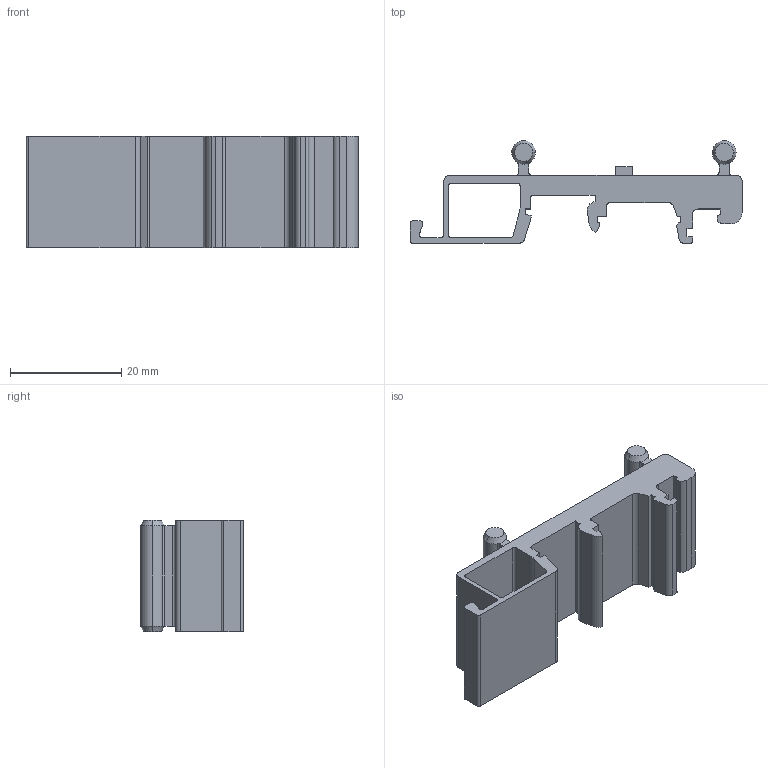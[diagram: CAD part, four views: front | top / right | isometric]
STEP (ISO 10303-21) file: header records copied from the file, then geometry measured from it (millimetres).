
FILE_DESCRIPTION(('SolidDesigner STEP Export'),'2;1');
FILE_NAME('UMK-FE.stp','2002-08-30T11:35:16',(''),(''),'OneSpaceDesigner STEP processor Version: 9.0 (March 2001)for AP214(CD)(Solid Model)','CoCreate OneSpaceDesigner: 11.50A 18-Jul-2002(C) CoCreate Software GmbH','');
FILE_SCHEMA(('AUTOMOTIVE_DESIGN_CC2 {1 2 10303 214 -1 1 5 1}'));
Length unit declared in the file: millimetre
Products named in the file (2): UMK-FE
Assembly tree (1 placements, depth 2):
  UMK-FE
    UMK-FE
Bounding box: 59.6 x 18.43 x 20 mm (x, y, z)
Volume: 6656.1 mm3; surface area: 5738 mm2
Topology: 1 solids, 1 shells, 115 faces, 315 edges, 205 vertices
Faces by surface type: plane 67, cylinder 40, cone 8
Entity records: 4456 total; most frequent: ORIENTED_EDGE 630, CARTESIAN_POINT 606, DIRECTION 580, EDGE_CURVE 315, VECTOR 222, LINE 222, VERTEX_POINT 205, AXIS2_PLACEMENT_3D 179
